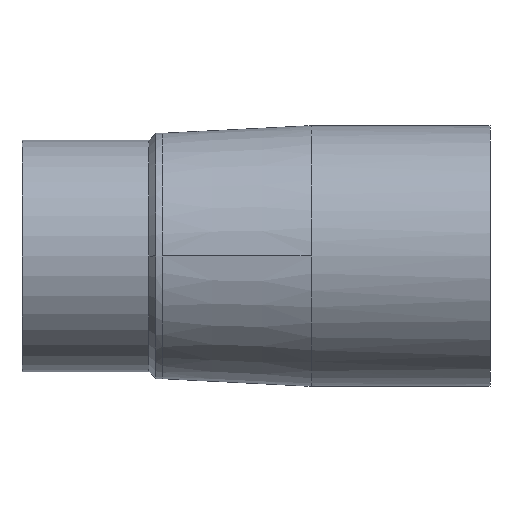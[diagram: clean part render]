
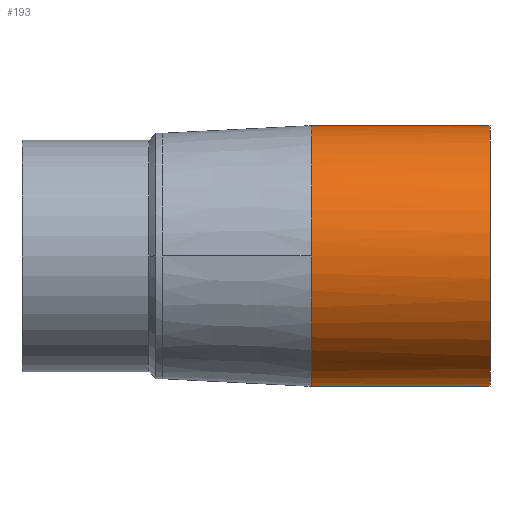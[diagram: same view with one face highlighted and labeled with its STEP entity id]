
A CAD part, front view. The second image highlights one B-rep face of the part: STEP entity #193.
In plain terms, the highlighted cylindrical face has radius 112.5 mm (diameter 225 mm), a partial arc.
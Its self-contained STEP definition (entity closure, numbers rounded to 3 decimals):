
#137 = EDGE_CURVE( '', #311, #287, #351, .T. );
#139 = VERTEX_POINT( '', #353 );
#193 = ADVANCED_FACE( '', ( #414 ), #415, .T. );
#209 = EDGE_CURVE( '', #315, #311, #431, .T. );
#211 = EDGE_CURVE( '', #139, #249, #433, .T. );
#249 = VERTEX_POINT( '', #479 );
#267 = EDGE_CURVE( '', #249, #315, #497, .T. );
#287 = VERTEX_POINT( '', #518 );
#297 = EDGE_CURVE( '', #287, #139, #530, .T. );
#311 = VERTEX_POINT( '', #545 );
#315 = VERTEX_POINT( '', #549 );
#351 = B_SPLINE_CURVE_WITH_KNOTS( '', 3, ( #607, #608, #609, #610, #611, #612, #613, #614, #615, #616, #617 ), .UNSPECIFIED., .F., .F., ( 4, 1, 1, 1, 1, 1, 1, 1, 4 ), ( 1.571, 1.767, 1.963, 2.16, 2.356, 2.553, 2.749, 2.945, 3.142 ), .UNSPECIFIED. );
#353 = CARTESIAN_POINT( '', ( 249.5, 0., -112.5 ) );
#414 = FACE_OUTER_BOUND( '', #1285, .T. );
#415 = CYLINDRICAL_SURFACE( '', #1286, 112.5 );
#431 = LINE( '', #1338, #1339 );
#433 = LINE( '', #1342, #1343 );
#479 = CARTESIAN_POINT( '', ( 404., 0., -112.5 ) );
#497 = CIRCLE( '', #1985, 112.5 );
#518 = CARTESIAN_POINT( '', ( 249.5, -112.5, 0. ) );
#530 = B_SPLINE_CURVE_WITH_KNOTS( '', 3, ( #2043, #2044, #2045, #2046, #2047, #2048, #2049, #2050, #2051, #2052, #2053 ), .UNSPECIFIED., .F., .F., ( 4, 1, 1, 1, 1, 1, 1, 1, 4 ), ( 3.142, 3.338, 3.534, 3.731, 3.927, 4.123, 4.32, 4.516, 4.712 ), .UNSPECIFIED. );
#545 = CARTESIAN_POINT( '', ( 249.5, 0., 112.5 ) );
#549 = CARTESIAN_POINT( '', ( 404., 0., 112.5 ) );
#607 = CARTESIAN_POINT( '', ( 249.5, 0., 112.5 ) );
#608 = CARTESIAN_POINT( '', ( 249.5, -7.363, 112.5 ) );
#609 = CARTESIAN_POINT( '', ( 249.5, -22.089, 111.05 ) );
#610 = CARTESIAN_POINT( '', ( 249.5, -43.329, 104.606 ) );
#611 = CARTESIAN_POINT( '', ( 249.5, -62.905, 94.143 ) );
#612 = CARTESIAN_POINT( '', ( 249.5, -80.062, 80.062 ) );
#613 = CARTESIAN_POINT( '', ( 249.5, -94.143, 62.905 ) );
#614 = CARTESIAN_POINT( '', ( 249.5, -104.606, 43.329 ) );
#615 = CARTESIAN_POINT( '', ( 249.5, -111.05, 22.089 ) );
#616 = CARTESIAN_POINT( '', ( 249.5, -112.5, 7.363 ) );
#617 = CARTESIAN_POINT( '', ( 249.5, -112.5, 0. ) );
#1285 = EDGE_LOOP( '', ( #2194, #2195, #2196, #2197, #2198 ) );
#1286 = AXIS2_PLACEMENT_3D( '', #2199, #2200, #2201 );
#1338 = CARTESIAN_POINT( '', ( 249.5, 0., 112.5 ) );
#1339 = VECTOR( '', #2208, 1. );
#1342 = CARTESIAN_POINT( '', ( 249.5, 0., -112.5 ) );
#1343 = VECTOR( '', #2209, 1. );
#1985 = AXIS2_PLACEMENT_3D( '', #2285, #2286, #2287 );
#2043 = CARTESIAN_POINT( '', ( 249.5, -112.5, 0. ) );
#2044 = CARTESIAN_POINT( '', ( 249.5, -112.5, -7.363 ) );
#2045 = CARTESIAN_POINT( '', ( 249.5, -111.05, -22.089 ) );
#2046 = CARTESIAN_POINT( '', ( 249.5, -104.606, -43.329 ) );
#2047 = CARTESIAN_POINT( '', ( 249.5, -94.143, -62.905 ) );
#2048 = CARTESIAN_POINT( '', ( 249.5, -80.062, -80.062 ) );
#2049 = CARTESIAN_POINT( '', ( 249.5, -62.905, -94.143 ) );
#2050 = CARTESIAN_POINT( '', ( 249.5, -43.329, -104.606 ) );
#2051 = CARTESIAN_POINT( '', ( 249.5, -22.089, -111.05 ) );
#2052 = CARTESIAN_POINT( '', ( 249.5, -7.363, -112.5 ) );
#2053 = CARTESIAN_POINT( '', ( 249.5, 0., -112.5 ) );
#2194 = ORIENTED_EDGE( '', *, *, #211, .T. );
#2195 = ORIENTED_EDGE( '', *, *, #267, .T. );
#2196 = ORIENTED_EDGE( '', *, *, #209, .T. );
#2197 = ORIENTED_EDGE( '', *, *, #137, .T. );
#2198 = ORIENTED_EDGE( '', *, *, #297, .T. );
#2199 = CARTESIAN_POINT( '', ( 249.5, 0., 0. ) );
#2200 = DIRECTION( '', ( -1., 0., 0. ) );
#2201 = DIRECTION( '', ( 0., 0., -1. ) );
#2208 = DIRECTION( '', ( -1., 0., 0. ) );
#2209 = DIRECTION( '', ( 1., 0., 0. ) );
#2285 = CARTESIAN_POINT( '', ( 404., 0., 0. ) );
#2286 = DIRECTION( '', ( -1., 0., 0. ) );
#2287 = DIRECTION( '', ( 0., 0., -1. ) );
